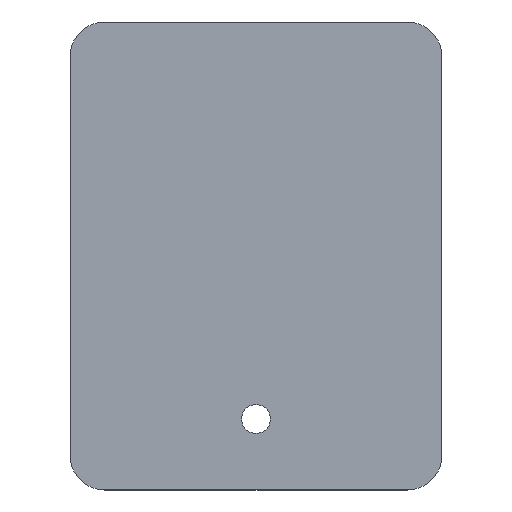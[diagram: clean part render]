
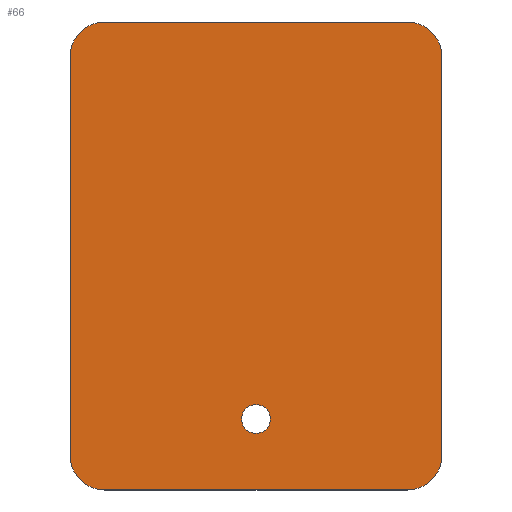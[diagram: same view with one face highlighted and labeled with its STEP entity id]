
A CAD part, top view. The second image highlights one B-rep face of the part: STEP entity #66.
In plain terms, the highlighted planar face has unit normal (0, 0, 1).
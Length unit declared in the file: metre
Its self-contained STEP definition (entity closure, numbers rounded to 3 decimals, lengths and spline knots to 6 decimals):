
#66=ADVANCED_FACE('97:95',(#100,#101),#102,.T.);
#100=FACE_OUTER_BOUND('',#135,.T.);
#101=FACE_BOUND('',#136,.T.);
#102=PLANE('',#137);
#135=EDGE_LOOP('',(#254,#255,#256,#257,#258,#259,#260,#261,#262,#263,#264,#265));
#136=EDGE_LOOP('',(#266,#267));
#137=AXIS2_PLACEMENT_3D('',#268,#269,#270);
#254=ORIENTED_EDGE('',*,*,#291,.F.);
#255=ORIENTED_EDGE('',*,*,#312,.F.);
#256=ORIENTED_EDGE('',*,*,#298,.F.);
#257=ORIENTED_EDGE('',*,*,#283,.F.);
#258=ORIENTED_EDGE('',*,*,#311,.F.);
#259=ORIENTED_EDGE('',*,*,#301,.F.);
#260=ORIENTED_EDGE('',*,*,#279,.F.);
#261=ORIENTED_EDGE('',*,*,#310,.F.);
#262=ORIENTED_EDGE('',*,*,#295,.F.);
#263=ORIENTED_EDGE('',*,*,#287,.F.);
#264=ORIENTED_EDGE('',*,*,#304,.F.);
#265=ORIENTED_EDGE('',*,*,#292,.F.);
#266=ORIENTED_EDGE('',*,*,#313,.F.);
#267=ORIENTED_EDGE('',*,*,#275,.F.);
#268=CARTESIAN_POINT('',(0.,-0.00191,0.33547));
#269=DIRECTION('',(0.,0.0,1.0));
#270=DIRECTION('',(1.0,0.0,0.));
#275=EDGE_CURVE('97:173',#319,#315,#321,.T.);
#279=EDGE_CURVE('97:134',#327,#323,#329,.T.);
#283=EDGE_CURVE('97:122',#335,#331,#337,.T.);
#287=EDGE_CURVE('97:110',#343,#339,#345,.T.);
#291=EDGE_CURVE('97:98',#351,#347,#353,.T.);
#292=EDGE_CURVE('97:98',#347,#354,#355,.T.);
#295=EDGE_CURVE('97:110',#339,#359,#360,.T.);
#298=EDGE_CURVE('97:122',#331,#364,#365,.T.);
#301=EDGE_CURVE('97:134',#323,#369,#370,.T.);
#304=EDGE_CURVE('97:146',#354,#343,#374,.T.);
#310=EDGE_CURVE('97:164',#359,#327,#380,.T.);
#311=EDGE_CURVE('97:167',#369,#335,#381,.T.);
#312=EDGE_CURVE('97:170',#364,#351,#382,.T.);
#313=EDGE_CURVE('97:173',#315,#319,#383,.T.);
#315=VERTEX_POINT('',#385);
#319=VERTEX_POINT('',#390);
#321=CIRCLE('',#393,0.0042);
#323=VERTEX_POINT('',#395);
#327=VERTEX_POINT('',#400);
#329=CIRCLE('',#403,0.01);
#331=VERTEX_POINT('',#405);
#335=VERTEX_POINT('',#410);
#337=CIRCLE('',#413,0.01);
#339=VERTEX_POINT('',#415);
#343=VERTEX_POINT('',#420);
#345=CIRCLE('',#423,0.01);
#347=VERTEX_POINT('',#425);
#351=VERTEX_POINT('',#430);
#353=CIRCLE('',#433,0.01);
#354=VERTEX_POINT('',#434);
#355=CIRCLE('',#435,0.01);
#359=VERTEX_POINT('',#440);
#360=CIRCLE('',#441,0.01);
#364=VERTEX_POINT('',#446);
#365=CIRCLE('',#447,0.01);
#369=VERTEX_POINT('',#452);
#370=CIRCLE('',#453,0.01);
#374=LINE('',#458,#459);
#380=LINE('',#469,#470);
#381=LINE('',#471,#472);
#382=LINE('',#473,#474);
#383=CIRCLE('',#475,0.0042);
#385=CARTESIAN_POINT('',(0.0042,-0.04928,0.33547));
#390=CARTESIAN_POINT('',(-0.0042,-0.04928,0.33547));
#393=AXIS2_PLACEMENT_3D('',#481,#482,#483);
#395=CARTESIAN_POINT('',(0.051071,-0.066981,0.33547));
#400=CARTESIAN_POINT('',(0.054,-0.05991,0.33547));
#403=AXIS2_PLACEMENT_3D('',#489,#490,#491);
#405=CARTESIAN_POINT('',(-0.051071,-0.066981,0.33547));
#410=CARTESIAN_POINT('',(-0.044,-0.06991,0.33547));
#413=AXIS2_PLACEMENT_3D('',#497,#498,#499);
#415=CARTESIAN_POINT('',(0.051071,0.063161,0.33547));
#420=CARTESIAN_POINT('',(0.044,0.06609,0.33547));
#423=AXIS2_PLACEMENT_3D('',#505,#506,#507);
#425=CARTESIAN_POINT('',(-0.051071,0.063161,0.33547));
#430=CARTESIAN_POINT('',(-0.054,0.05609,0.33547));
#433=AXIS2_PLACEMENT_3D('',#513,#514,#515);
#434=CARTESIAN_POINT('',(-0.044,0.06609,0.33547));
#435=AXIS2_PLACEMENT_3D('',#516,#517,#518);
#440=CARTESIAN_POINT('',(0.054,0.05609,0.33547));
#441=AXIS2_PLACEMENT_3D('',#523,#524,#525);
#446=CARTESIAN_POINT('',(-0.054,-0.05991,0.33547));
#447=AXIS2_PLACEMENT_3D('',#530,#531,#532);
#452=CARTESIAN_POINT('',(0.044,-0.06991,0.33547));
#453=AXIS2_PLACEMENT_3D('',#537,#538,#539);
#458=CARTESIAN_POINT('',(-0.054,0.06609,0.33547));
#459=VECTOR('',#544,1.0);
#469=CARTESIAN_POINT('',(0.054,0.06609,0.33547));
#470=VECTOR('',#552,1.0);
#471=CARTESIAN_POINT('',(0.054,-0.06991,0.33547));
#472=VECTOR('',#553,1.0);
#473=CARTESIAN_POINT('',(-0.054,-0.06991,0.33547));
#474=VECTOR('',#554,1.0);
#475=AXIS2_PLACEMENT_3D('',#555,#556,#557);
#481=CARTESIAN_POINT('',(0.,-0.04928,0.33547));
#482=DIRECTION('',(0.,0.0,1.0));
#483=DIRECTION('',(1.0,0.0,0.));
#489=CARTESIAN_POINT('',(0.044,-0.05991,0.33547));
#490=DIRECTION('',(0.,0.0,-1.0));
#491=DIRECTION('',(0.707,-0.707,0.));
#497=CARTESIAN_POINT('',(-0.044,-0.05991,0.33547));
#498=DIRECTION('',(0.,0.0,-1.0));
#499=DIRECTION('',(-0.707,-0.707,0.));
#505=CARTESIAN_POINT('',(0.044,0.05609,0.33547));
#506=DIRECTION('',(0.,0.0,-1.0));
#507=DIRECTION('',(0.707,0.707,0.));
#513=CARTESIAN_POINT('',(-0.044,0.05609,0.33547));
#514=DIRECTION('',(0.,0.0,-1.0));
#515=DIRECTION('',(-0.707,0.707,0.));
#516=CARTESIAN_POINT('',(-0.044,0.05609,0.33547));
#517=DIRECTION('',(0.,0.0,-1.0));
#518=DIRECTION('',(-0.707,0.707,0.));
#523=CARTESIAN_POINT('',(0.044,0.05609,0.33547));
#524=DIRECTION('',(0.,0.0,-1.0));
#525=DIRECTION('',(0.707,0.707,0.));
#530=CARTESIAN_POINT('',(-0.044,-0.05991,0.33547));
#531=DIRECTION('',(0.,0.0,-1.0));
#532=DIRECTION('',(-0.707,-0.707,0.));
#537=CARTESIAN_POINT('',(0.044,-0.05991,0.33547));
#538=DIRECTION('',(0.,0.0,-1.0));
#539=DIRECTION('',(0.707,-0.707,0.));
#544=DIRECTION('',(1.0,0.0,0.));
#552=DIRECTION('',(0.0,-1.0,-0.0));
#553=DIRECTION('',(-1.0,0.0,0.));
#554=DIRECTION('',(0.0,1.0,0.0));
#555=CARTESIAN_POINT('',(0.,-0.04928,0.33547));
#556=DIRECTION('',(0.,0.0,1.0));
#557=DIRECTION('',(1.0,0.0,0.));
